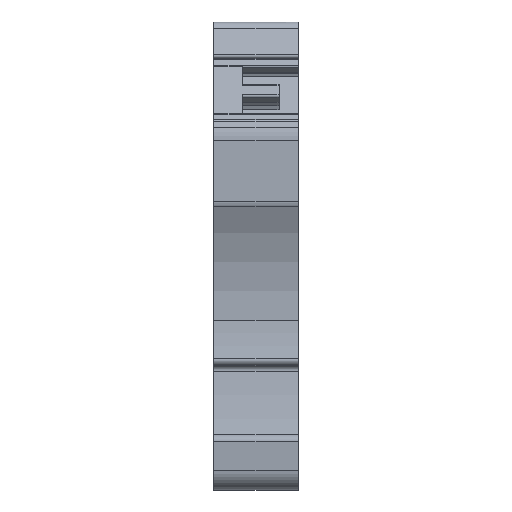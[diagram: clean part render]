
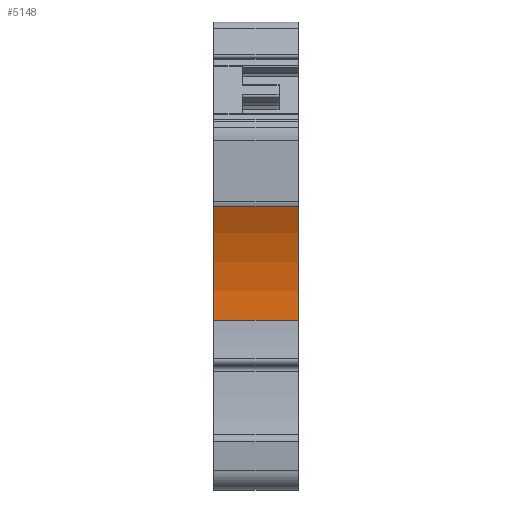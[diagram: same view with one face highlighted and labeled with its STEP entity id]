
A CAD part, front view. The second image highlights one B-rep face of the part: STEP entity #5148.
In plain terms, the highlighted cylindrical face has radius 20 mm (diameter 40 mm), a partial arc.
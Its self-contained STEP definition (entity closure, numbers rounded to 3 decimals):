
#5121=AXIS2_PLACEMENT_3D('Cylinder Axis2P3D',#5118,#5119,#5120) ;
#5125=AXIS2_PLACEMENT_3D('Circle Axis2P3D',#5123,#5124,$) ;
#5139=AXIS2_PLACEMENT_3D('Circle Axis2P3D',#5137,#5138,$) ;
#112=CARTESIAN_POINT('Vertex',(8.1,2.32,16.2)) ;
#115=CARTESIAN_POINT('Line Origine',(4.05,2.32,16.2)) ;
#119=CARTESIAN_POINT('Vertex',(0.,2.32,16.2)) ;
#5118=CARTESIAN_POINT('Axis2P3D Location',(4.05,-17.613,17.832)) ;
#5123=CARTESIAN_POINT('Axis2P3D Location',(8.1,-17.613,17.832)) ;
#5127=CARTESIAN_POINT('Vertex',(8.1,0.115,27.09)) ;
#5130=CARTESIAN_POINT('Line Origine',(4.05,0.115,27.09)) ;
#5134=CARTESIAN_POINT('Vertex',(0.,0.115,27.09)) ;
#5137=CARTESIAN_POINT('Axis2P3D Location',(0.,-17.613,17.832)) ;
#116=DIRECTION('Vector Direction',(-1.,0.,0.)) ;
#5119=DIRECTION('Axis2P3D Direction',(-1.,0.,0.)) ;
#5120=DIRECTION('Axis2P3D XDirection',(0.,0.886,0.463)) ;
#5124=DIRECTION('Axis2P3D Direction',(-1.,0.,0.)) ;
#5131=DIRECTION('Vector Direction',(-1.,0.,0.)) ;
#5138=DIRECTION('Axis2P3D Direction',(-1.,0.,0.)) ;
#117=VECTOR('Line Direction',#116,1.) ;
#5132=VECTOR('Line Direction',#5131,1.) ;
#5143=ORIENTED_EDGE('',*,*,#121,.F.) ;
#5144=ORIENTED_EDGE('',*,*,#5129,.T.) ;
#5145=ORIENTED_EDGE('',*,*,#5136,.T.) ;
#5146=ORIENTED_EDGE('',*,*,#5141,.F.) ;
#5148=ADVANCED_FACE('KLTR',(#5147),#5122,.F.) ;
#5126=CIRCLE('generated circle',#5125,20.) ;
#5140=CIRCLE('generated circle',#5139,20.) ;
#5122=CYLINDRICAL_SURFACE('generated cylinder',#5121,20.) ;
#121=EDGE_CURVE('',#113,#120,#118,.T.) ;
#5129=EDGE_CURVE('',#113,#5128,#5126,.F.) ;
#5136=EDGE_CURVE('',#5128,#5135,#5133,.T.) ;
#5141=EDGE_CURVE('',#120,#5135,#5140,.F.) ;
#5142=EDGE_LOOP('',(#5143,#5144,#5145,#5146)) ;
#5147=FACE_OUTER_BOUND('',#5142,.T.) ;
#118=LINE('Line',#115,#117) ;
#5133=LINE('Line',#5130,#5132) ;
#113=VERTEX_POINT('',#112) ;
#120=VERTEX_POINT('',#119) ;
#5128=VERTEX_POINT('',#5127) ;
#5135=VERTEX_POINT('',#5134) ;
